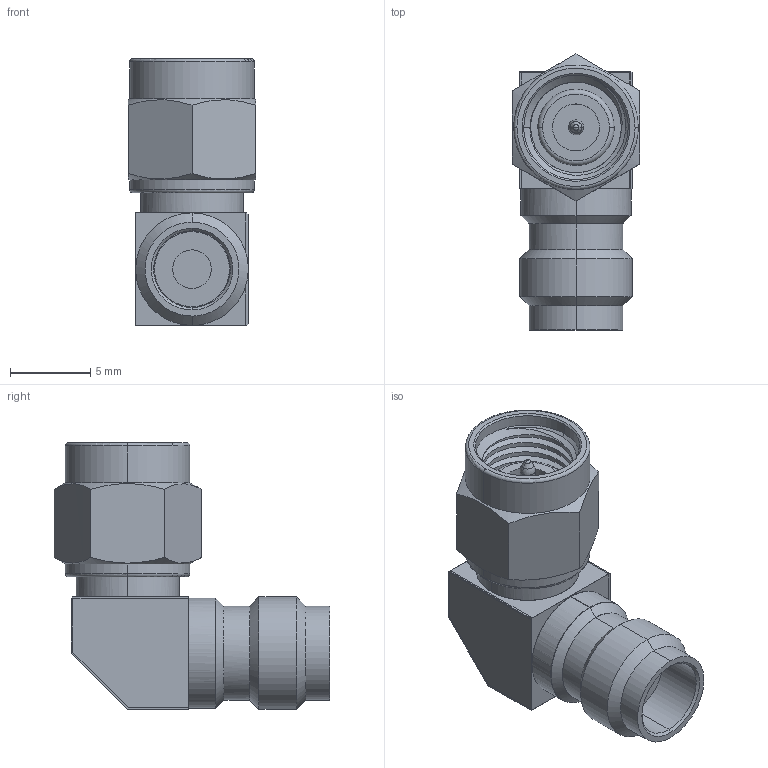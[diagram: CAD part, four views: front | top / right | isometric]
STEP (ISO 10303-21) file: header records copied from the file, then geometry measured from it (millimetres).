
FILE_DESCRIPTION (( 'STEP AP214' ), '1' );
FILE_NAME ('CT-KM2F-R-LN1, Defeatured.STEP', '2025-12-26T19:18:43', ( '' ), ( '' ), 'SwSTEP 2.0', 'SolidWorks 2021', '' );
FILE_SCHEMA (( 'AUTOMOTIVE_DESIGN' ));
Length unit declared in the file: millimetre
Products named in the file (1): CT-KM2F-R-LN1, Defeatured
Bounding box: 7.92 x 17.16 x 16.6 mm (x, y, z)
Surface area: 1245.9 mm2 (no closed solid volume)
Topology: 0 solids, 6 shells, 109 faces, 254 edges, 157 vertices
Faces by surface type: plane 43, cylinder 34, cone 21, torus 10, bspline 1
Entity records: 5942 total; most frequent: CARTESIAN_POINT 3893, ORIENTED_EDGE 478, DIRECTION 265, EDGE_CURVE 254, B_SPLINE_CURVE_WITH_KNOTS 216, VERTEX_POINT 157, AXIS2_PLACEMENT_3D 119, EDGE_LOOP 118
